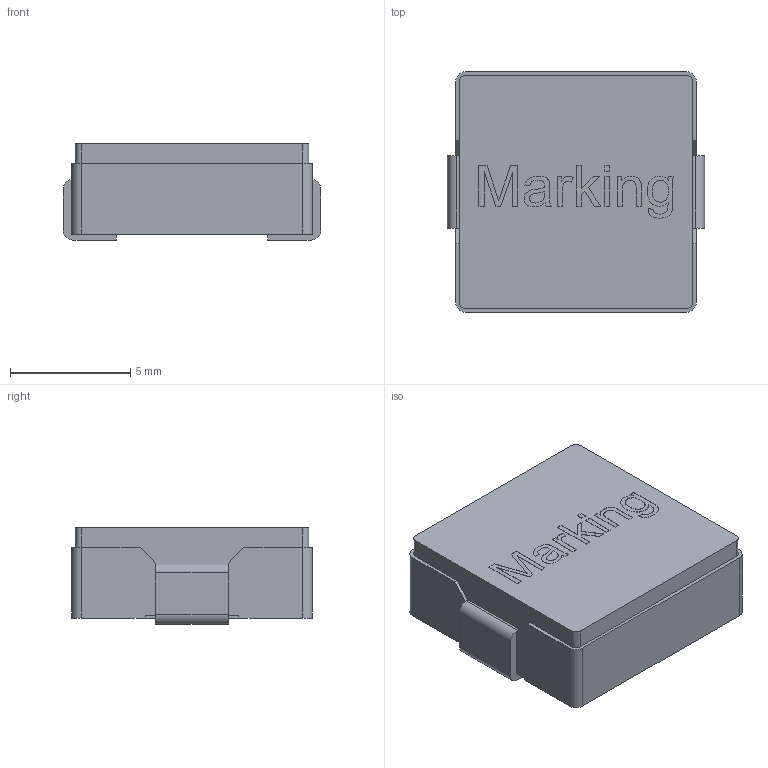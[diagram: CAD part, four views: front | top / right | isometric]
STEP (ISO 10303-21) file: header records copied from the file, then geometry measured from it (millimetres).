
FILE_DESCRIPTION(/* description */ ('Unknown'),/* implementation_level */ '2;1');
FILE_NAME(/* name */ 'IndLHCA_1040',/* time_stamp */ '2020-07-21T09:12:02+02:00',/* author */ ('Unknown'),/* organization */ ('Unknown'),/* preprocessor_version */ 'ST-DEVELOPER v16.7',/* originating_system */ 'DEX',/* authorisation */ $);
FILE_SCHEMA (('AUTOMOTIVE_DESIGN {1 0 10303 214 3 1 1}'));
Length unit declared in the file: millimetre
Products named in the file (3): IndLHCA_1040; pin; base
Assembly tree (2 placements, depth 2):
  IndLHCA_1040
    pin
    base
Bounding box: 10.7 x 10 x 4 mm (x, y, z)
Volume: 375.7 mm3; surface area: 536 mm2
Topology: 2 solids, 2 shells, 138 faces, 378 edges, 252 vertices
Faces by surface type: plane 102, cylinder 20, bspline 16
Entity records: 5875 total; most frequent: CARTESIAN_POINT 1738, ORIENTED_EDGE 754, DIRECTION 543, EDGE_CURVE 377, VERTEX_POINT 252, LINE 213, VECTOR 213, AXIS2_PLACEMENT_3D 165
